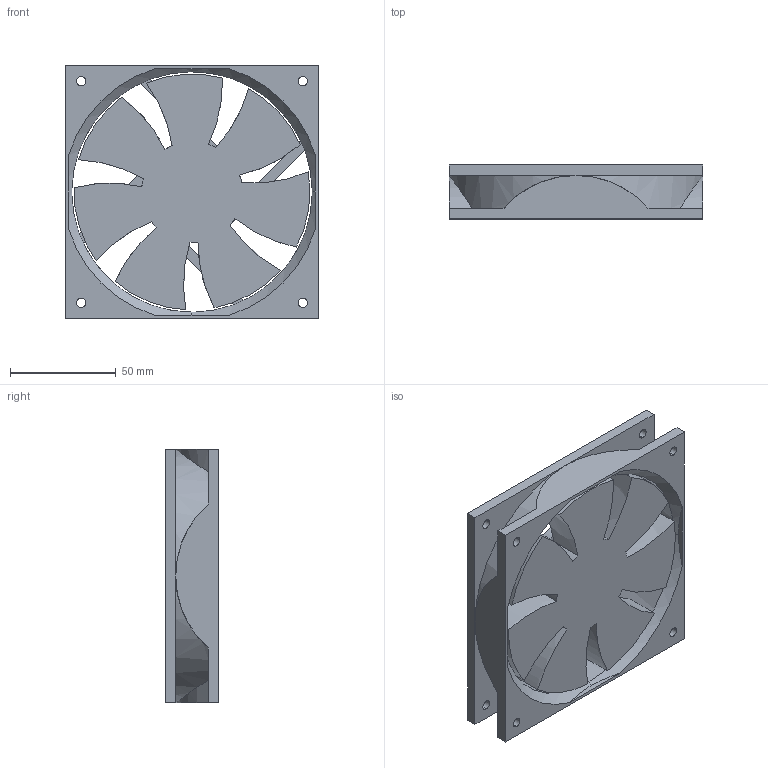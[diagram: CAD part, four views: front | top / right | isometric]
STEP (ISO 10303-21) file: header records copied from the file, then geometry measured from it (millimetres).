
FILE_DESCRIPTION((''),'2;1');
FILE_NAME('AFB120X25_ASM_ASM','2009-07-20T',('KEVIN.LIN'),(''),'PRO/ENGINEER BY PARAMETRIC TECHNOLOGY CORPORATION, 2006100','PRO/ENGINEER BY PARAMETRIC TECHNOLOGY CORPORATION, 2006100','');
FILE_SCHEMA(('CONFIG_CONTROL_DESIGN'));
Length unit declared in the file: millimetre
Products named in the file (3): FRAME; 410005100005; AFB120X25_ASM_ASM
Assembly tree (2 placements, depth 2):
  AFB120X25_ASM_ASM
    FRAME
    410005100005
Bounding box: 120 x 25.4 x 120 mm (x, y, z)
Volume: 201170.7 mm3; surface area: 69061.3 mm2
Topology: 2 solids, 2 shells, 97 faces, 267 edges, 171 vertices
Faces by surface type: cylinder 48, plane 33, extrusion 14, cone 2
Entity records: 3807 total; most frequent: CARTESIAN_POINT 1201, ORIENTED_EDGE 534, DIRECTION 516, EDGE_CURVE 267, AXIS2_PLACEMENT_3D 189, VERTEX_POINT 171, VECTOR 138, LINE 124
